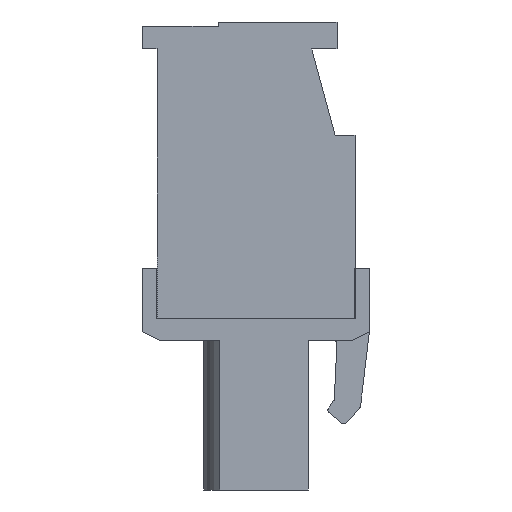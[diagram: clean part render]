
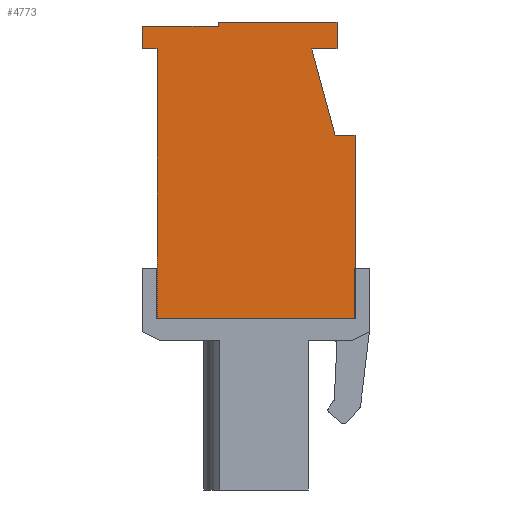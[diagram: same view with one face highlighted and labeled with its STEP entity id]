
A CAD part, left-side view. The second image highlights one B-rep face of the part: STEP entity #4773.
In plain terms, the highlighted planar face has unit normal (-1, 0, 0).
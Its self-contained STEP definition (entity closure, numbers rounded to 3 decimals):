
#4773 = ADVANCED_FACE( '', ( #10164 ), #10165, .T. );
#10164 = FACE_OUTER_BOUND( '', #16344, .T. );
#10165 = PLANE( '', #16345 );
#16344 = EDGE_LOOP( '', ( #29566, #29567, #29568, #29569, #29570, #29571, #29572, #29573, #29574, #29575, #29576, #29577 ) );
#16345 = AXIS2_PLACEMENT_3D( '', #29578, #29579, #29580 );
#29566 = ORIENTED_EDGE( '', *, *, #43157, .T. );
#29567 = ORIENTED_EDGE( '', *, *, #43158, .T. );
#29568 = ORIENTED_EDGE( '', *, *, #40403, .T. );
#29569 = ORIENTED_EDGE( '', *, *, #40021, .T. );
#29570 = ORIENTED_EDGE( '', *, *, #39478, .T. );
#29571 = ORIENTED_EDGE( '', *, *, #39022, .T. );
#29572 = ORIENTED_EDGE( '', *, *, #43159, .T. );
#29573 = ORIENTED_EDGE( '', *, *, #43084, .T. );
#29574 = ORIENTED_EDGE( '', *, *, #43160, .T. );
#29575 = ORIENTED_EDGE( '', *, *, #42100, .T. );
#29576 = ORIENTED_EDGE( '', *, *, #41926, .T. );
#29577 = ORIENTED_EDGE( '', *, *, #41512, .T. );
#29578 = CARTESIAN_POINT( '', ( -45.72, 0., 0. ) );
#29579 = DIRECTION( '', ( -1., 0., 0. ) );
#29580 = DIRECTION( '', ( 0., 0., 1. ) );
#39022 = EDGE_CURVE( '', #47461, #47462, #47463, .T. );
#39478 = EDGE_CURVE( '', #48231, #47461, #48232, .T. );
#40021 = EDGE_CURVE( '', #49146, #48231, #49147, .T. );
#40403 = EDGE_CURVE( '', #49755, #49146, #49756, .T. );
#41512 = EDGE_CURVE( '', #51487, #51488, #51489, .T. );
#41926 = EDGE_CURVE( '', #52102, #51487, #52103, .T. );
#42100 = EDGE_CURVE( '', #52344, #52102, #52345, .T. );
#43084 = EDGE_CURVE( '', #53645, #53720, #53722, .T. );
#43157 = EDGE_CURVE( '', #51488, #53818, #53819, .T. );
#43158 = EDGE_CURVE( '', #53818, #49755, #53820, .T. );
#43159 = EDGE_CURVE( '', #47462, #53645, #53821, .T. );
#43160 = EDGE_CURVE( '', #53720, #52344, #53822, .T. );
#47461 = VERTEX_POINT( '', #59485 );
#47462 = VERTEX_POINT( '', #59486 );
#47463 = LINE( '', #59487, #59488 );
#48231 = VERTEX_POINT( '', #60598 );
#48232 = LINE( '', #60599, #60600 );
#49146 = VERTEX_POINT( '', #61951 );
#49147 = LINE( '', #61952, #61953 );
#49755 = VERTEX_POINT( '', #62849 );
#49756 = LINE( '', #62850, #62851 );
#51487 = VERTEX_POINT( '', #65399 );
#51488 = VERTEX_POINT( '', #65400 );
#51489 = LINE( '', #65401, #65402 );
#52102 = VERTEX_POINT( '', #66302 );
#52103 = LINE( '', #66303, #66304 );
#52344 = VERTEX_POINT( '', #66660 );
#52345 = LINE( '', #66661, #66662 );
#53645 = VERTEX_POINT( '', #68641 );
#53720 = VERTEX_POINT( '', #68773 );
#53722 = LINE( '', #68776, #68777 );
#53818 = VERTEX_POINT( '', #68923 );
#53819 = LINE( '', #68924, #68925 );
#53820 = LINE( '', #68926, #68927 );
#53821 = LINE( '', #68928, #68929 );
#53822 = LINE( '', #68930, #68931 );
#59485 = CARTESIAN_POINT( '', ( -45.72, 6.3, 7.5 ) );
#59486 = CARTESIAN_POINT( '', ( -45.72, 5.5, 7.5 ) );
#59487 = CARTESIAN_POINT( '', ( -45.72, 6.3, 7.5 ) );
#59488 = VECTOR( '', #73285, 1000. );
#60598 = CARTESIAN_POINT( '', ( -45.72, 6.3, 8.75 ) );
#60599 = CARTESIAN_POINT( '', ( -45.72, 6.3, 8.75 ) );
#60600 = VECTOR( '', #73694, 1000. );
#61951 = CARTESIAN_POINT( '', ( -45.72, 2.1, 8.75 ) );
#61952 = CARTESIAN_POINT( '', ( -45.72, 2.1, 8.75 ) );
#61953 = VECTOR( '', #74177, 1000. );
#62849 = CARTESIAN_POINT( '', ( -45.72, 2.1, 9. ) );
#62850 = CARTESIAN_POINT( '', ( -45.72, 2.1, 9. ) );
#62851 = VECTOR( '', #74499, 1000. );
#65399 = CARTESIAN_POINT( '', ( -45.72, -3.1, 7.5 ) );
#65400 = CARTESIAN_POINT( '', ( -45.72, -4.5, 7.5 ) );
#65401 = CARTESIAN_POINT( '', ( -45.72, -3.1, 7.5 ) );
#65402 = VECTOR( '', #75520, 1000. );
#66302 = CARTESIAN_POINT( '', ( -45.72, -4.4, 2.7 ) );
#66303 = CARTESIAN_POINT( '', ( -45.72, -4.4, 2.7 ) );
#66304 = VECTOR( '', #75880, 1000. );
#66660 = CARTESIAN_POINT( '', ( -45.72, -5.5, 2.7 ) );
#66661 = CARTESIAN_POINT( '', ( -45.72, -5.5, 2.7 ) );
#66662 = VECTOR( '', #76026, 1000. );
#68641 = CARTESIAN_POINT( '', ( -45.72, 5.5, -7.5 ) );
#68773 = CARTESIAN_POINT( '', ( -45.72, -5.5, -7.5 ) );
#68776 = CARTESIAN_POINT( '', ( -45.72, 5.5, -7.5 ) );
#68777 = VECTOR( '', #76835, 1000. );
#68923 = CARTESIAN_POINT( '', ( -45.72, -4.5, 9. ) );
#68924 = CARTESIAN_POINT( '', ( -45.72, -4.5, 7.5 ) );
#68925 = VECTOR( '', #76886, 1000. );
#68926 = CARTESIAN_POINT( '', ( -45.72, -4.5, 9. ) );
#68927 = VECTOR( '', #76887, 1000. );
#68928 = CARTESIAN_POINT( '', ( -45.72, 5.5, 7.5 ) );
#68929 = VECTOR( '', #76888, 1000. );
#68930 = CARTESIAN_POINT( '', ( -45.72, -5.5, -7.5 ) );
#68931 = VECTOR( '', #76889, 1000. );
#73285 = DIRECTION( '', ( 0., -1., 0. ) );
#73694 = DIRECTION( '', ( 0., 0., -1. ) );
#74177 = DIRECTION( '', ( 0., 1., 0. ) );
#74499 = DIRECTION( '', ( 0., 0., -1. ) );
#75520 = DIRECTION( '', ( 0., -1., 0. ) );
#75880 = DIRECTION( '', ( 0., 0.261, 0.965 ) );
#76026 = DIRECTION( '', ( 0., 1., 0. ) );
#76835 = DIRECTION( '', ( 0., -1., 0. ) );
#76886 = DIRECTION( '', ( 0., 0., 1. ) );
#76887 = DIRECTION( '', ( 0., 1., 0. ) );
#76888 = DIRECTION( '', ( 0., 0., -1. ) );
#76889 = DIRECTION( '', ( 0., 0., 1. ) );
